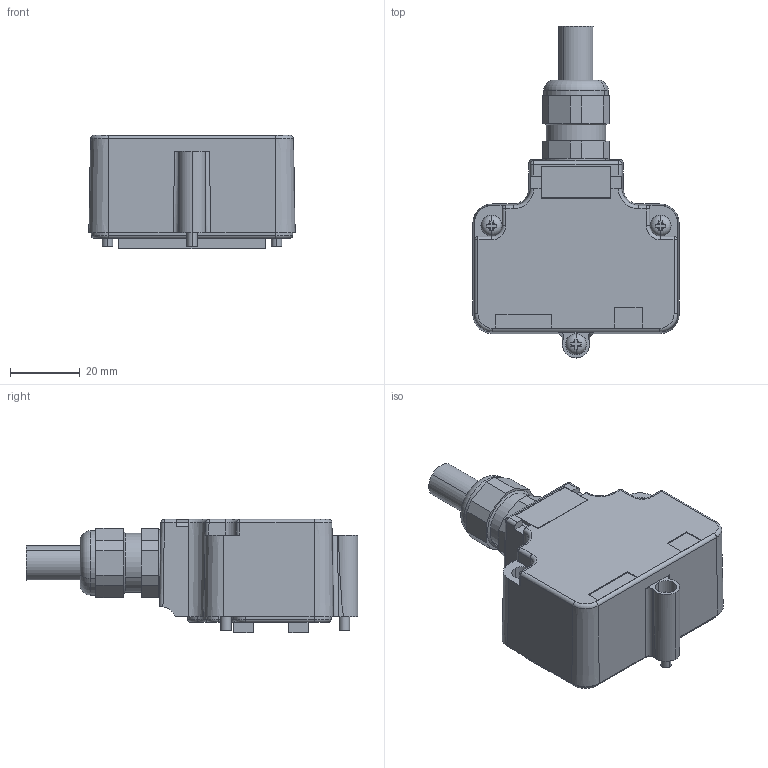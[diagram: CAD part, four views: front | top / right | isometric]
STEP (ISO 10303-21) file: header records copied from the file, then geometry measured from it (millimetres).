
FILE_DESCRIPTION(('CATIA V5 STEP Exchange','CAx-IF Rec.Pracs.--- Model Styling and Organization---1.4--- 2014-01-23'),'2;1');
FILE_NAME ('021777-1_0_1791465500_1791465500.stp','2021-01-22T08:37:00+00:00',('none'),('Weidmueller'),'CATIA Version 5-6 Release 2016 SP3 HF44','CATIA V5 STEP AP214','none');
FILE_SCHEMA(('AUTOMOTIVE_DESIGN { 1 0 10303 214 1 1 1 1 }'));
Length unit declared in the file: millimetre
Products named in the file (1): 1791465500
Bounding box: 59.2 x 95.23 x 32.5 mm (x, y, z)
Volume: 50134.3 mm3; surface area: 33828.2 mm2
Topology: 13 solids, 14 shells, 1031 faces, 2483 edges, 1543 vertices
Faces by surface type: plane 593, cylinder 290, torus 102, cone 40, sphere 6
Entity records: 27847 total; most frequent: CARTESIAN_POINT 5435, ORIENTED_EDGE 4950, DIRECTION 3785, EDGE_CURVE 2475, AXIS2_PLACEMENT_3D 1578, VERTEX_POINT 1543, VECTOR 1432, LINE 1432
